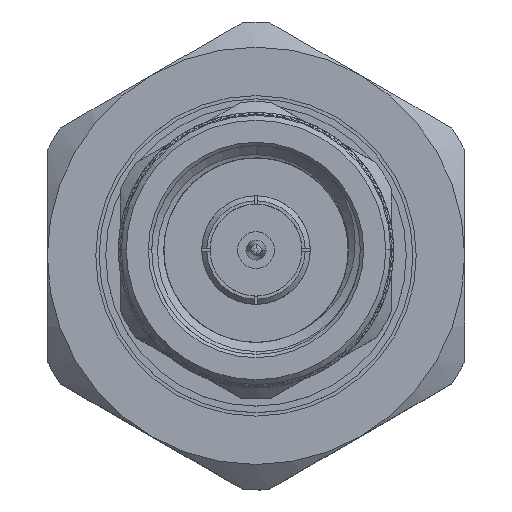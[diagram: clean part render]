
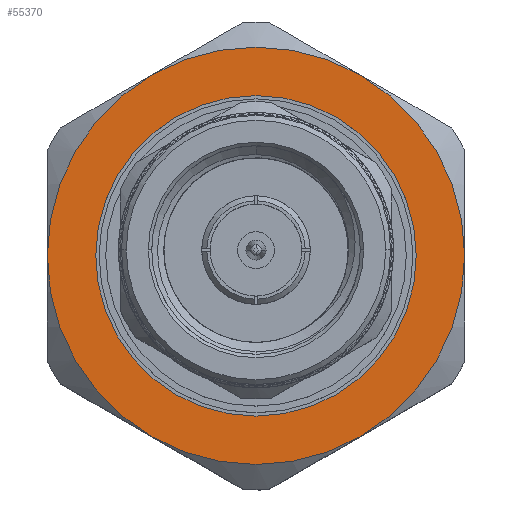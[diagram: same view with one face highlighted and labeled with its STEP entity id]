
A CAD part, top view. The second image highlights one B-rep face of the part: STEP entity #55370.
In plain terms, the highlighted face is planar.
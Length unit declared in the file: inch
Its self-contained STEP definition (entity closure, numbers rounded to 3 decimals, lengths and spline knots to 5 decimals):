
#304 = DIRECTION ( 'NONE',  ( 0., 0., 1. ) ) ;
#880 = EDGE_CURVE ( 'NONE', #14183, #4968, #5223, .T. ) ;
#1632 = ORIENTED_EDGE ( 'NONE', *, *, #55559, .F. ) ;
#2352 = DIRECTION ( 'NONE',  ( -1., 0., 0. ) ) ;
#3502 = CIRCLE ( 'NONE', #35660, 0.625 ) ;
#4155 = CARTESIAN_POINT ( 'NONE',  ( 0.563, 0., 0. ) ) ;
#4887 = CIRCLE ( 'NONE', #13477, 0.625 ) ;
#4968 = VERTEX_POINT ( 'NONE', #28106 ) ;
#5223 = CIRCLE ( 'NONE', #57102, 0.625 ) ;
#6800 = CARTESIAN_POINT ( 'NONE',  ( 0.563, 0., 0. ) ) ;
#6825 = EDGE_LOOP ( 'NONE', ( #54432, #1632 ) ) ;
#8910 = CARTESIAN_POINT ( 'NONE',  ( 0.563, 0., 0.625 ) ) ;
#10262 = ORIENTED_EDGE ( 'NONE', *, *, #880, .F. ) ;
#11906 = EDGE_CURVE ( 'NONE', #73613, #37985, #29905, .T. ) ;
#11937 = ORIENTED_EDGE ( 'NONE', *, *, #42826, .F. ) ;
#13477 = AXIS2_PLACEMENT_3D ( 'NONE', #43401, #2352, #38372 ) ;
#13622 = CARTESIAN_POINT ( 'NONE',  ( 0.563, 0., 0. ) ) ;
#14183 = VERTEX_POINT ( 'NONE', #64862 ) ;
#15972 = CARTESIAN_POINT ( 'NONE',  ( 0.563, 0., 0. ) ) ;
#16446 = VERTEX_POINT ( 'NONE', #70850 ) ;
#17591 = ORIENTED_EDGE ( 'NONE', *, *, #66610, .F. ) ;
#18241 = ORIENTED_EDGE ( 'NONE', *, *, #11906, .F. ) ;
#19676 = CIRCLE ( 'NONE', #66704, 0.48 ) ;
#20958 = CARTESIAN_POINT ( 'NONE',  ( 0.563, 0.54127, -0.3125 ) ) ;
#22557 = DIRECTION ( 'NONE',  ( -1., 0., 0. ) ) ;
#23889 = FACE_OUTER_BOUND ( 'NONE', #69195, .T. ) ;
#25072 = DIRECTION ( 'NONE',  ( 0., 0., 1. ) ) ;
#25452 = CARTESIAN_POINT ( 'NONE',  ( 0.563, 0., 0. ) ) ;
#27193 = CIRCLE ( 'NONE', #60614, 0.625 ) ;
#27477 = VERTEX_POINT ( 'NONE', #42555 ) ;
#27587 = CARTESIAN_POINT ( 'NONE',  ( 0.563, -0.54127, 0.3125 ) ) ;
#27735 = DIRECTION ( 'NONE',  ( 0., 0., -1. ) ) ;
#28106 = CARTESIAN_POINT ( 'NONE',  ( 0.563, -0.54127, -0.3125 ) ) ;
#29905 = CIRCLE ( 'NONE', #32360, 0.625 ) ;
#31813 = DIRECTION ( 'NONE',  ( 0., 0., 1. ) ) ;
#32360 = AXIS2_PLACEMENT_3D ( 'NONE', #25452, #71942, #25072 ) ;
#32810 = CARTESIAN_POINT ( 'NONE',  ( 0.563, 0., 0. ) ) ;
#35660 = AXIS2_PLACEMENT_3D ( 'NONE', #76016, #22557, #76375 ) ;
#37750 = EDGE_CURVE ( 'NONE', #42889, #73613, #3502, .T. ) ;
#37985 = VERTEX_POINT ( 'NONE', #20958 ) ;
#38372 = DIRECTION ( 'NONE',  ( 0., 0., 1. ) ) ;
#39615 = DIRECTION ( 'NONE',  ( -1., 0., 0. ) ) ;
#42057 = DIRECTION ( 'NONE',  ( 0., 0., -1. ) ) ;
#42308 = DIRECTION ( 'NONE',  ( -1., 0., 0. ) ) ;
#42555 = CARTESIAN_POINT ( 'NONE',  ( 0.563, 0., 0.48 ) ) ;
#42826 = EDGE_CURVE ( 'NONE', #70430, #42889, #4887, .T. ) ;
#42889 = VERTEX_POINT ( 'NONE', #8910 ) ;
#43401 = CARTESIAN_POINT ( 'NONE',  ( 0.563, 0., 0. ) ) ;
#44809 = DIRECTION ( 'NONE',  ( 1., 0., 0. ) ) ;
#50931 = ORIENTED_EDGE ( 'NONE', *, *, #37750, .F. ) ;
#52918 = CARTESIAN_POINT ( 'NONE',  ( 0.563, 0., 0. ) ) ;
#54432 = ORIENTED_EDGE ( 'NONE', *, *, #76354, .F. ) ;
#55370 = ADVANCED_FACE ( 'NONE', ( #64254, #23889 ), #65001, .F. ) ;
#55559 = EDGE_CURVE ( 'NONE', #27477, #16446, #71568, .T. ) ;
#56034 = DIRECTION ( 'NONE',  ( 1., 0., 0. ) ) ;
#56250 = DIRECTION ( 'NONE',  ( 0., 0., 1. ) ) ;
#56891 = CIRCLE ( 'NONE', #63104, 0.625 ) ;
#57102 = AXIS2_PLACEMENT_3D ( 'NONE', #13622, #42308, #31813 ) ;
#57929 = ORIENTED_EDGE ( 'NONE', *, *, #68155, .T. ) ;
#60614 = AXIS2_PLACEMENT_3D ( 'NONE', #15972, #39615, #56250 ) ;
#63104 = AXIS2_PLACEMENT_3D ( 'NONE', #6800, #71824, #42057 ) ;
#64254 = FACE_BOUND ( 'NONE', #6825, .T. ) ;
#64323 = CARTESIAN_POINT ( 'NONE',  ( 0.563, 0.54127, 0.3125 ) ) ;
#64862 = CARTESIAN_POINT ( 'NONE',  ( 0.563, 0., -0.625 ) ) ;
#65001 = PLANE ( 'NONE',  #74019 ) ;
#66610 = EDGE_CURVE ( 'NONE', #4968, #70430, #27193, .T. ) ;
#66704 = AXIS2_PLACEMENT_3D ( 'NONE', #32810, #56034, #68803 ) ;
#68155 = EDGE_CURVE ( 'NONE', #14183, #37985, #56891, .T. ) ;
#68803 = DIRECTION ( 'NONE',  ( 0., 0., -1. ) ) ;
#69195 = EDGE_LOOP ( 'NONE', ( #50931, #11937, #17591, #10262, #57929, #18241 ) ) ;
#70430 = VERTEX_POINT ( 'NONE', #27587 ) ;
#70850 = CARTESIAN_POINT ( 'NONE',  ( 0.563, 0., -0.48 ) ) ;
#71568 = CIRCLE ( 'NONE', #76566, 0.48 ) ;
#71824 = DIRECTION ( 'NONE',  ( 1., 0., 0. ) ) ;
#71942 = DIRECTION ( 'NONE',  ( -1., 0., 0. ) ) ;
#73613 = VERTEX_POINT ( 'NONE', #64323 ) ;
#74019 = AXIS2_PLACEMENT_3D ( 'NONE', #52918, #76588, #304 ) ;
#76016 = CARTESIAN_POINT ( 'NONE',  ( 0.563, 0., 0. ) ) ;
#76354 = EDGE_CURVE ( 'NONE', #16446, #27477, #19676, .T. ) ;
#76375 = DIRECTION ( 'NONE',  ( 0., 0., 1. ) ) ;
#76566 = AXIS2_PLACEMENT_3D ( 'NONE', #4155, #44809, #27735 ) ;
#76588 = DIRECTION ( 'NONE',  ( -1., 0., 0. ) ) ;
